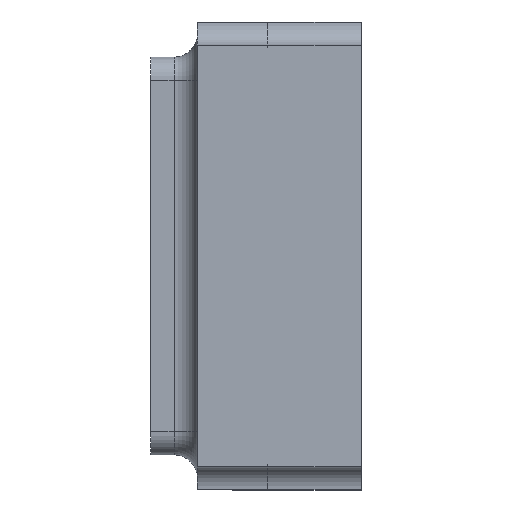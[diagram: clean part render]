
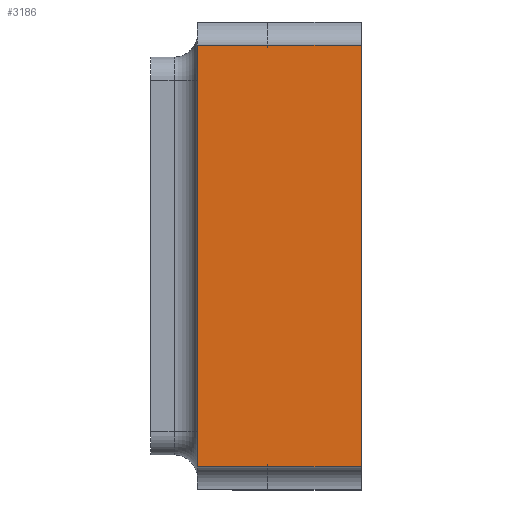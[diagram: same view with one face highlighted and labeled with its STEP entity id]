
A CAD part, left-side view. The second image highlights one B-rep face of the part: STEP entity #3186.
In plain terms, the highlighted planar face has unit normal (-1, 0, 0).
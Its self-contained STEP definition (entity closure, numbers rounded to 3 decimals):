
#121 = CARTESIAN_POINT ( 'NONE',  ( -1.25, 0.7, -0.9 ) ) ;
#174 = CARTESIAN_POINT ( 'NONE',  ( -1.25, 0., 0. ) ) ;
#209 = PLANE ( 'NONE',  #1499 ) ;
#223 = EDGE_CURVE ( 'NONE', #2831, #3192, #3704, .T. ) ;
#267 = LINE ( 'NONE', #3355, #616 ) ;
#272 = DIRECTION ( 'NONE',  ( 0., 0., -1. ) ) ;
#281 = EDGE_CURVE ( 'NONE', #3192, #1932, #4300, .T. ) ;
#329 = DIRECTION ( 'NONE',  ( 0., -1., 0. ) ) ;
#419 = ORIENTED_EDGE ( 'NONE', *, *, #223, .F. ) ;
#424 = VECTOR ( 'NONE', #972, 1000. ) ;
#504 = DIRECTION ( 'NONE',  ( 0., -1., 0. ) ) ;
#569 = DIRECTION ( 'NONE',  ( 0., 0., 1. ) ) ;
#616 = VECTOR ( 'NONE', #504, 1000. ) ;
#926 = LINE ( 'NONE', #1584, #2598 ) ;
#972 = DIRECTION ( 'NONE',  ( 0., -1., 0. ) ) ;
#1021 = CARTESIAN_POINT ( 'NONE',  ( -1.25, 0.4, 0.9 ) ) ;
#1035 = CARTESIAN_POINT ( 'NONE',  ( -1.25, 0.4, -0.9 ) ) ;
#1499 = AXIS2_PLACEMENT_3D ( 'NONE', #1600, #3040, #569 ) ;
#1584 = CARTESIAN_POINT ( 'NONE',  ( -1.25, 0.7, 0. ) ) ;
#1600 = CARTESIAN_POINT ( 'NONE',  ( -1.25, 0.7, 0. ) ) ;
#1692 = VECTOR ( 'NONE', #4098, 1000. ) ;
#1698 = LINE ( 'NONE', #174, #1692 ) ;
#1739 = CARTESIAN_POINT ( 'NONE',  ( -1.25, 0.7, 0.9 ) ) ;
#1770 = VERTEX_POINT ( 'NONE', #2205 ) ;
#1932 = VERTEX_POINT ( 'NONE', #2347 ) ;
#1993 = EDGE_CURVE ( 'NONE', #2831, #4587, #926, .T. ) ;
#2205 = CARTESIAN_POINT ( 'NONE',  ( -1.25, 0.4, -0.9 ) ) ;
#2345 = EDGE_LOOP ( 'NONE', ( #2528, #3056, #419, #4240, #2366, #3605 ) ) ;
#2347 = CARTESIAN_POINT ( 'NONE',  ( -1.25, 0., 0.9 ) ) ;
#2366 = ORIENTED_EDGE ( 'NONE', *, *, #3032, .T. ) ;
#2528 = ORIENTED_EDGE ( 'NONE', *, *, #2580, .F. ) ;
#2580 = EDGE_CURVE ( 'NONE', #1932, #3802, #1698, .T. ) ;
#2598 = VECTOR ( 'NONE', #272, 1000. ) ;
#2831 = VERTEX_POINT ( 'NONE', #3866 ) ;
#2886 = FACE_OUTER_BOUND ( 'NONE', #2345, .T. ) ;
#3032 = EDGE_CURVE ( 'NONE', #4587, #1770, #267, .T. ) ;
#3040 = DIRECTION ( 'NONE',  ( -1., 0., 0. ) ) ;
#3056 = ORIENTED_EDGE ( 'NONE', *, *, #281, .F. ) ;
#3186 = ADVANCED_FACE ( 'NONE', ( #2886 ), #209, .T. ) ;
#3192 = VERTEX_POINT ( 'NONE', #1021 ) ;
#3355 = CARTESIAN_POINT ( 'NONE',  ( -1.25, 0.7, -0.9 ) ) ;
#3422 = CARTESIAN_POINT ( 'NONE',  ( -1.25, 0., -0.9 ) ) ;
#3601 = EDGE_CURVE ( 'NONE', #1770, #3802, #4569, .T. ) ;
#3605 = ORIENTED_EDGE ( 'NONE', *, *, #3601, .T. ) ;
#3704 = LINE ( 'NONE', #1739, #4241 ) ;
#3731 = VECTOR ( 'NONE', #329, 1000. ) ;
#3802 = VERTEX_POINT ( 'NONE', #3422 ) ;
#3866 = CARTESIAN_POINT ( 'NONE',  ( -1.25, 0.7, 0.9 ) ) ;
#4098 = DIRECTION ( 'NONE',  ( 0., 0., -1. ) ) ;
#4240 = ORIENTED_EDGE ( 'NONE', *, *, #1993, .T. ) ;
#4241 = VECTOR ( 'NONE', #4561, 1000. ) ;
#4300 = LINE ( 'NONE', #4527, #424 ) ;
#4527 = CARTESIAN_POINT ( 'NONE',  ( -1.25, 0.4, 0.9 ) ) ;
#4561 = DIRECTION ( 'NONE',  ( 0., -1., 0. ) ) ;
#4569 = LINE ( 'NONE', #1035, #3731 ) ;
#4587 = VERTEX_POINT ( 'NONE', #121 ) ;
